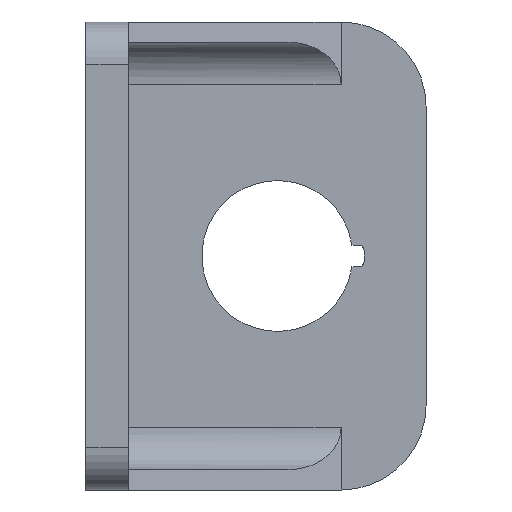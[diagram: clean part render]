
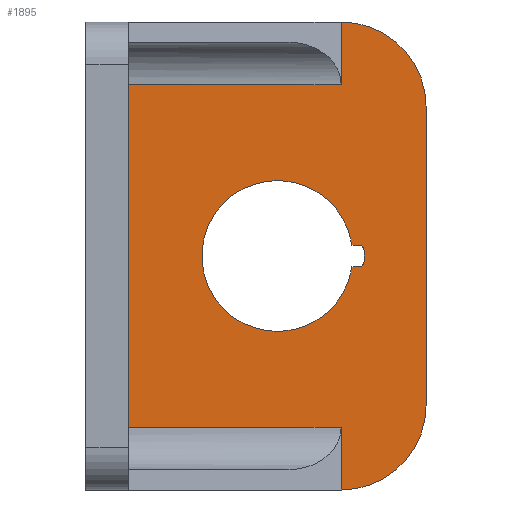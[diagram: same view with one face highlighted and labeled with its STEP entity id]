
A CAD part, front view. The second image highlights one B-rep face of the part: STEP entity #1895.
In plain terms, the highlighted planar face has unit normal (0, -1, 0).
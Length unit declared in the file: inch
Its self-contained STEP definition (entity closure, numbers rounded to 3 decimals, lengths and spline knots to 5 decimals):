
#27=FACE_BOUND('',#305,.T.);
#51=CIRCLE('',#1983,0.5);
#52=CIRCLE('',#1984,0.5);
#53=CIRCLE('',#1985,0.0315);
#54=CIRCLE('',#1986,0.443);
#55=CIRCLE('',#1987,0.0315);
#111=PLANE('',#1982);
#196=FACE_OUTER_BOUND('',#304,.T.);
#304=EDGE_LOOP('',(#1597,#1598,#1599,#1600,#1601,#1602,#1603,#1604));
#305=EDGE_LOOP('',(#1605,#1606,#1607,#1608,#1609,#1610));
#463=LINE('',#3241,#633);
#466=LINE('',#3251,#636);
#468=LINE('',#3256,#638);
#475=LINE('',#3281,#645);
#476=LINE('',#3284,#646);
#477=LINE('',#3288,#647);
#478=LINE('',#3292,#648);
#479=LINE('',#3296,#649);
#480=LINE('',#3300,#650);
#633=VECTOR('',#2205,0.3937);
#636=VECTOR('',#2214,0.3937);
#638=VECTOR('',#2220,0.3937);
#645=VECTOR('',#2243,0.3937);
#646=VECTOR('',#2246,0.3937);
#647=VECTOR('',#2249,0.3937);
#648=VECTOR('',#2252,0.3937);
#649=VECTOR('',#2255,0.3937);
#650=VECTOR('',#2258,0.3937);
#899=VERTEX_POINT('',#3235);
#901=VERTEX_POINT('',#3239);
#903=VERTEX_POINT('',#3247);
#905=VERTEX_POINT('',#3250);
#916=VERTEX_POINT('',#3279);
#917=VERTEX_POINT('',#3283);
#918=VERTEX_POINT('',#3285);
#919=VERTEX_POINT('',#3287);
#920=VERTEX_POINT('',#3290);
#921=VERTEX_POINT('',#3291);
#922=VERTEX_POINT('',#3293);
#923=VERTEX_POINT('',#3295);
#924=VERTEX_POINT('',#3297);
#925=VERTEX_POINT('',#3299);
#1153=EDGE_CURVE('',#901,#899,#463,.T.);
#1157=EDGE_CURVE('',#903,#905,#466,.T.);
#1160=EDGE_CURVE('',#899,#903,#468,.T.);
#1173=EDGE_CURVE('',#916,#905,#475,.T.);
#1174=EDGE_CURVE('',#901,#917,#476,.T.);
#1175=EDGE_CURVE('',#918,#917,#51,.T.);
#1176=EDGE_CURVE('',#918,#919,#477,.T.);
#1177=EDGE_CURVE('',#916,#919,#52,.T.);
#1178=EDGE_CURVE('',#920,#921,#478,.T.);
#1179=EDGE_CURVE('',#922,#921,#53,.T.);
#1180=EDGE_CURVE('',#922,#923,#479,.T.);
#1181=EDGE_CURVE('',#923,#924,#54,.T.);
#1182=EDGE_CURVE('',#924,#925,#480,.T.);
#1183=EDGE_CURVE('',#920,#925,#55,.T.);
#1597=ORIENTED_EDGE('',*,*,#1174,.T.);
#1598=ORIENTED_EDGE('',*,*,#1175,.F.);
#1599=ORIENTED_EDGE('',*,*,#1176,.T.);
#1600=ORIENTED_EDGE('',*,*,#1177,.F.);
#1601=ORIENTED_EDGE('',*,*,#1173,.T.);
#1602=ORIENTED_EDGE('',*,*,#1157,.F.);
#1603=ORIENTED_EDGE('',*,*,#1160,.F.);
#1604=ORIENTED_EDGE('',*,*,#1153,.F.);
#1605=ORIENTED_EDGE('',*,*,#1178,.T.);
#1606=ORIENTED_EDGE('',*,*,#1179,.F.);
#1607=ORIENTED_EDGE('',*,*,#1180,.T.);
#1608=ORIENTED_EDGE('',*,*,#1181,.T.);
#1609=ORIENTED_EDGE('',*,*,#1182,.T.);
#1610=ORIENTED_EDGE('',*,*,#1183,.F.);
#1895=ADVANCED_FACE('',(#196,#27),#111,.T.);
#1982=AXIS2_PLACEMENT_3D('',#3282,#2244,#2245);
#1983=AXIS2_PLACEMENT_3D('',#3286,#2247,#2248);
#1984=AXIS2_PLACEMENT_3D('',#3289,#2250,#2251);
#1985=AXIS2_PLACEMENT_3D('',#3294,#2253,#2254);
#1986=AXIS2_PLACEMENT_3D('',#3298,#2256,#2257);
#1987=AXIS2_PLACEMENT_3D('',#3301,#2259,#2260);
#2205=DIRECTION('',(-1.,0.,0.));
#2214=DIRECTION('',(1.,0.,0.));
#2220=DIRECTION('',(0.,0.,1.));
#2243=DIRECTION('',(0.,0.,-1.));
#2244=DIRECTION('center_axis',(0.,-1.,0.));
#2245=DIRECTION('ref_axis',(1.,0.,0.));
#2246=DIRECTION('',(0.,0.,-1.));
#2247=DIRECTION('center_axis',(0.,1.,0.));
#2248=DIRECTION('ref_axis',(0.707,0.,-0.707));
#2249=DIRECTION('',(0.,0.,1.));
#2250=DIRECTION('center_axis',(0.,1.,0.));
#2251=DIRECTION('ref_axis',(0.707,0.,0.707));
#2252=DIRECTION('',(0.,0.,-1.));
#2253=DIRECTION('center_axis',(0.,-1.,0.));
#2254=DIRECTION('ref_axis',(0.707,0.,-0.707));
#2255=DIRECTION('',(-1.,0.,0.));
#2256=DIRECTION('center_axis',(0.,1.,0.));
#2257=DIRECTION('ref_axis',(1.,0.,0.));
#2258=DIRECTION('',(1.,0.,0.));
#2259=DIRECTION('center_axis',(0.,-1.,0.));
#2260=DIRECTION('ref_axis',(0.707,0.,0.707));
#3235=CARTESIAN_POINT('',(0.25,-0.25,-1.00689));
#3239=CARTESIAN_POINT('',(1.5,-0.25,-1.00689));
#3241=CARTESIAN_POINT('',(0.5625,-0.25,-1.00689));
#3247=CARTESIAN_POINT('',(0.25,-0.25,1.00689));
#3250=CARTESIAN_POINT('',(1.5,-0.25,1.00689));
#3251=CARTESIAN_POINT('',(0.5625,-0.25,1.00689));
#3256=CARTESIAN_POINT('',(0.25,-0.25,0.));
#3279=CARTESIAN_POINT('',(1.5,-0.25,1.375));
#3281=CARTESIAN_POINT('',(1.5,-0.25,0.6875));
#3282=CARTESIAN_POINT('Origin',(0.25,-0.25,0.));
#3283=CARTESIAN_POINT('',(1.5,-0.25,-1.375));
#3284=CARTESIAN_POINT('',(1.5,-0.25,-0.6875));
#3285=CARTESIAN_POINT('',(2.,-0.25,-0.875));
#3286=CARTESIAN_POINT('Origin',(1.5,-0.25,-0.875));
#3287=CARTESIAN_POINT('',(2.,-0.25,0.875));
#3288=CARTESIAN_POINT('',(2.,-0.25,0.));
#3289=CARTESIAN_POINT('Origin',(1.5,-0.25,0.875));
#3290=CARTESIAN_POINT('',(1.63484,-0.25,0.0315));
#3291=CARTESIAN_POINT('',(1.63484,-0.25,-0.0315));
#3292=CARTESIAN_POINT('',(1.63484,-0.25,-0.0315));
#3293=CARTESIAN_POINT('',(1.60335,-0.25,-0.06299));
#3294=CARTESIAN_POINT('Origin',(1.60335,-0.25,-0.0315));
#3295=CARTESIAN_POINT('',(1.5635,-0.25,-0.06299));
#3296=CARTESIAN_POINT('',(0.90675,-0.25,-0.06299));
#3297=CARTESIAN_POINT('',(1.5635,-0.25,0.06299));
#3298=CARTESIAN_POINT('Origin',(1.125,-0.25,0.));
#3299=CARTESIAN_POINT('',(1.60335,-0.25,0.06299));
#3300=CARTESIAN_POINT('',(0.94242,-0.25,0.06299));
#3301=CARTESIAN_POINT('Origin',(1.60335,-0.25,0.0315));
